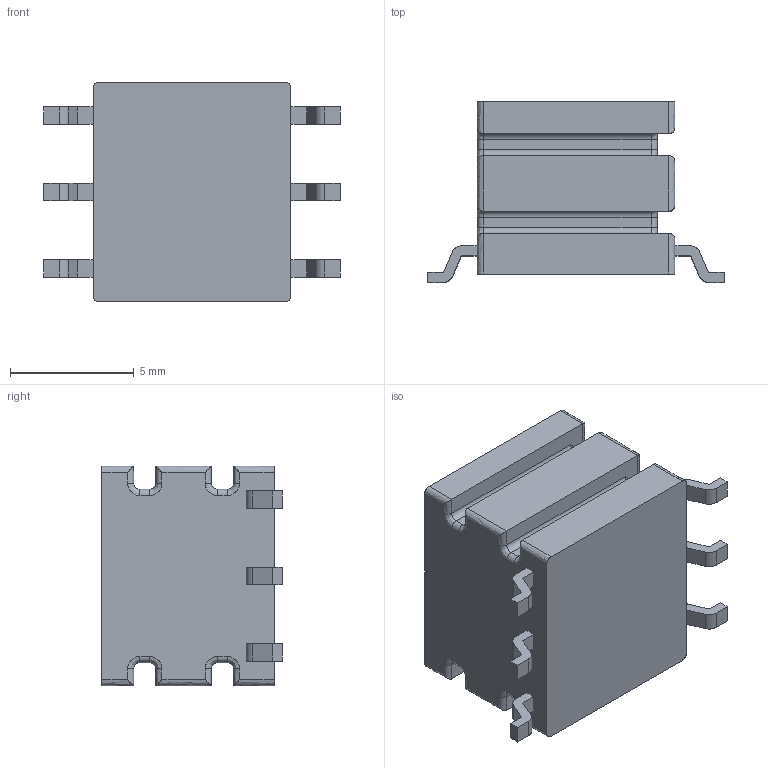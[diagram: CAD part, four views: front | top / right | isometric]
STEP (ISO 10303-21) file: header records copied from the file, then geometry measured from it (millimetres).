
FILE_DESCRIPTION(('FreeCAD Model'),'2;1');
FILE_NAME('WE_MID-PPTI_8.0x9.1x7.6.step' ,'2020-11-05T00:47:52',('Author'),(''), 'Open CASCADE STEP processor 7.3','FreeCAD','Unknown');
FILE_SCHEMA(('AUTOMOTIVE_DESIGN { 1 0 10303 214 1 1 1 1 }'));
Length unit declared in the file: millimetre
Products named in the file (2): o44322v372_250_1123__rev1_; o44322v372_250_1123__rev1_001
Bounding box: 12 x 7.31 x 8.89 mm (x, y, z)
Surface area: 699.2 mm2 (no closed solid volume)
Topology: 0 solids, 175 shells, 175 faces, 1320 edges, 1320 vertices
Faces by surface type: bspline 112, revolution 63
Entity records: 23317 total; most frequent: CARTESIAN_POINT 8063, B_SPLINE_CURVE_WITH_KNOTS 1864, ORIENTED_EDGE 1320, EDGE_CURVE 1320, VERTEX_POINT 1320, SURFACE_CURVE 1320, PCURVE 1320, DEFINITIONAL_REPRESENTATION 1320
